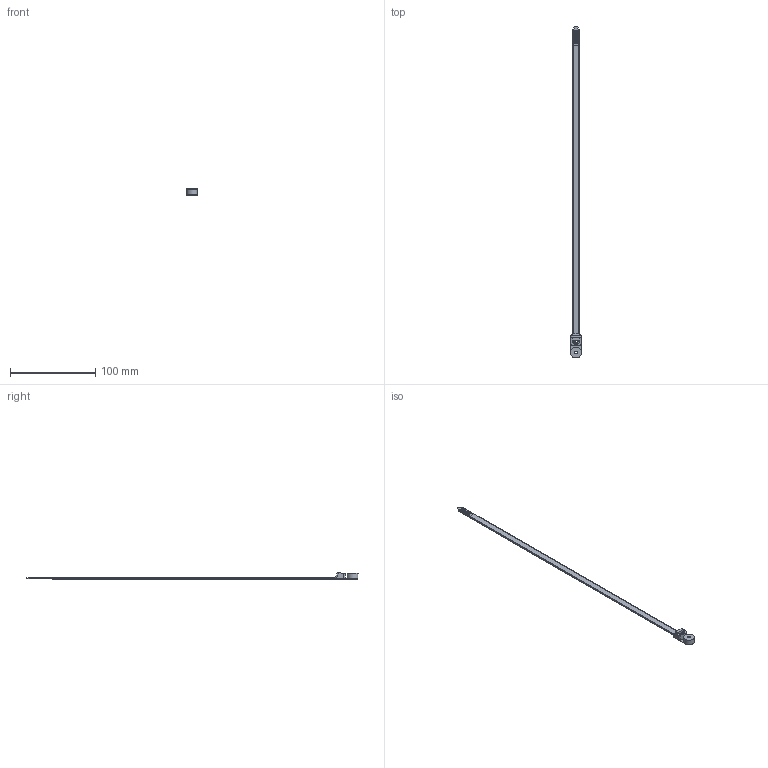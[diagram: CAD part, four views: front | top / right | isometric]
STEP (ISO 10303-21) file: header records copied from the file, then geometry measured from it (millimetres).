
FILE_DESCRIPTION(/* description */ (''),/* implementation_level */ '2;1');
FILE_NAME(/* name */ 'PLST4H-S25',/* time_stamp */ '2011-04-14T12:42:35-05:00',/* author */ (''),/* organization */ (''),/* preprocessor_version */ 'ST-DEVELOPER v9',/* originating_system */ 'UGS - NX 3.0',/* authorisation */ '');
FILE_SCHEMA (('CONFIG_CONTROL_DESIGN'));
Length unit declared in the file: inch
Products named in the file (1): bwg6FF5net4
Bounding box: 12.7 x 389.32 x 7.61 mm (x, y, z)
Volume: 6755.8 mm3; surface area: 7963.1 mm2
Topology: 1 solids, 1 shells, 281 faces, 724 edges, 459 vertices
Faces by surface type: plane 151, cylinder 63, bspline 45, torus 11, cone 11
Full cylindrical faces by diameter (mm): 2.88 x1, 12.7 x1
Entity records: 9760 total; most frequent: CARTESIAN_POINT 3220, ORIENTED_EDGE 1436, DIRECTION 1198, EDGE_CURVE 718, VERTEX_POINT 457, LINE 406, VECTOR 406, AXIS2_PLACEMENT_3D 396
